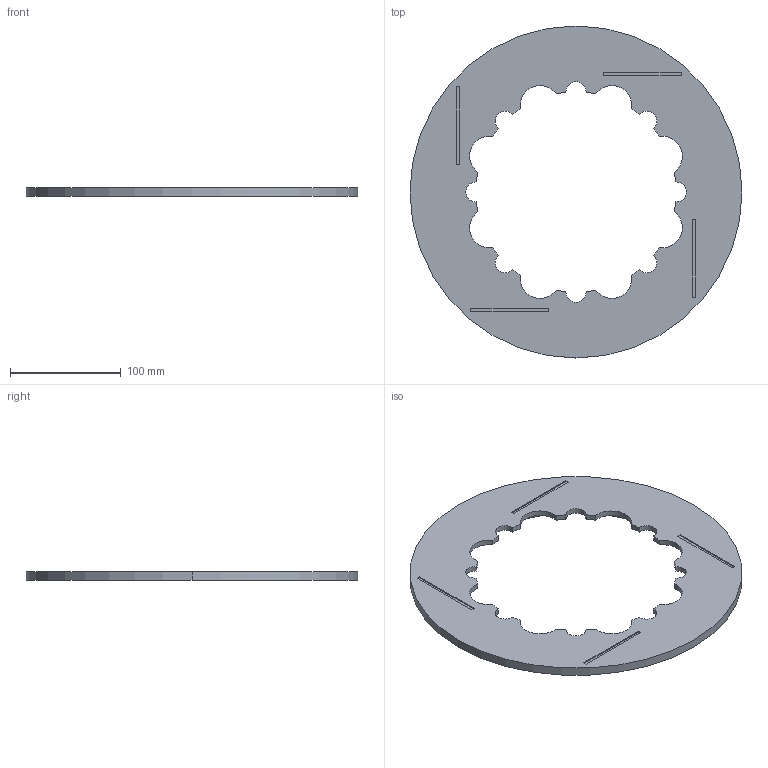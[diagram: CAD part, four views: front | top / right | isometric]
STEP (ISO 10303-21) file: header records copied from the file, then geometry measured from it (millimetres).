
FILE_DESCRIPTION (( 'STEP AP214' ), '1' );
FILE_NAME ('Disque arrière.STEP', '2023-10-05T11:42:46', ( '' ), ( '' ), 'SwSTEP 2.0', 'SolidWorks 2022', '' );
FILE_SCHEMA (( 'AUTOMOTIVE_DESIGN' ));
Length unit declared in the file: millimetre
Products named in the file (1): Disque arrière
Bounding box: 300 x 300 x 8 mm (x, y, z)
Volume: 313241.8 mm3; surface area: 97201.2 mm2
Topology: 1 solids, 1 shells, 90 faces, 237 edges, 158 vertices
Faces by surface type: cylinder 47, plane 43
Entity records: 2853 total; most frequent: DIRECTION 513, CARTESIAN_POINT 486, ORIENTED_EDGE 474, EDGE_CURVE 237, AXIS2_PLACEMENT_3D 185, VERTEX_POINT 158, VECTOR 143, LINE 143
